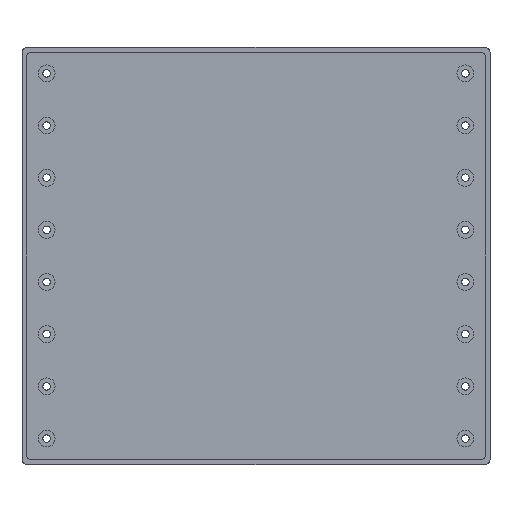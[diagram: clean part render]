
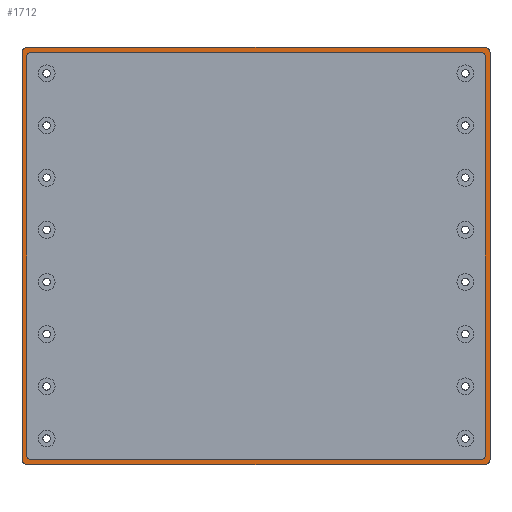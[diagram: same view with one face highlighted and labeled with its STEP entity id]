
A CAD part, front view. The second image highlights one B-rep face of the part: STEP entity #1712.
In plain terms, the highlighted planar face has unit normal (0, -1, 0).
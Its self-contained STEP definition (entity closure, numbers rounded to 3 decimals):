
#850=CARTESIAN_POINT('',(-524.,-80.,272.805));
#851=VERTEX_POINT('',#850);
#858=CARTESIAN_POINT('',(-524.,-80.,98.855));
#859=VERTEX_POINT('',#858);
#860=CARTESIAN_POINT('',(-524.,-80.,272.805));
#861=DIRECTION('',(0.,0.,-1.));
#862=VECTOR('',#861,173.95);
#863=LINE('',#860,#862);
#864=EDGE_CURVE('',#851,#859,#863,.T.);
#908=CARTESIAN_POINT('',(-721.6,-80.,274.805));
#909=VERTEX_POINT('',#908);
#916=CARTESIAN_POINT('',(-526.,-80.,274.805));
#917=VERTEX_POINT('',#916);
#918=CARTESIAN_POINT('',(-526.,-80.,274.805));
#919=DIRECTION('',(-1.,-0.,0.));
#920=VECTOR('',#919,195.6);
#921=LINE('',#918,#920);
#922=EDGE_CURVE('',#917,#909,#921,.T.);
#1016=CARTESIAN_POINT('',(-526.,-80.,96.855));
#1017=VERTEX_POINT('',#1016);
#1024=CARTESIAN_POINT('',(-721.6,-80.,96.855));
#1025=VERTEX_POINT('',#1024);
#1026=CARTESIAN_POINT('',(-526.,-80.,96.855));
#1027=DIRECTION('',(-1.,-0.,0.));
#1028=VECTOR('',#1027,195.6);
#1029=LINE('',#1026,#1028);
#1030=EDGE_CURVE('',#1017,#1025,#1029,.T.);
#1126=CARTESIAN_POINT('',(-526.,-80.,98.855));
#1127=DIRECTION('',(0.,-1.,0.));
#1128=DIRECTION('',(1.,0.,0.));
#1129=AXIS2_PLACEMENT_3D('',#1126,#1127,#1128);
#1130=CIRCLE('',#1129,2.);
#1131=EDGE_CURVE('',#1017,#859,#1130,.T.);
#1144=CARTESIAN_POINT('',(-526.,-80.,272.805));
#1145=DIRECTION('',(0.,-1.,0.));
#1146=DIRECTION('',(1.,0.,0.));
#1147=AXIS2_PLACEMENT_3D('',#1144,#1145,#1146);
#1148=CIRCLE('',#1147,2.);
#1149=EDGE_CURVE('',#851,#917,#1148,.T.);
#1545=CARTESIAN_POINT('',(-719.6,-80.,98.855));
#1546=VERTEX_POINT('',#1545);
#1547=CARTESIAN_POINT('',(-528.,-80.,98.855));
#1548=VERTEX_POINT('',#1547);
#1549=CARTESIAN_POINT('',(-719.6,-80.,98.855));
#1550=DIRECTION('',(1.,0.,0.));
#1551=VECTOR('',#1550,191.6);
#1552=LINE('',#1549,#1551);
#1553=EDGE_CURVE('',#1546,#1548,#1552,.T.);
#1577=CARTESIAN_POINT('',(-528.,-80.,272.805));
#1578=VERTEX_POINT('',#1577);
#1585=CARTESIAN_POINT('',(-719.6,-80.,272.805));
#1586=VERTEX_POINT('',#1585);
#1587=CARTESIAN_POINT('',(-528.,-80.,272.805));
#1588=DIRECTION('',(-1.,-0.,0.));
#1589=VECTOR('',#1588,191.6);
#1590=LINE('',#1587,#1589);
#1591=EDGE_CURVE('',#1578,#1586,#1590,.T.);
#1608=CARTESIAN_POINT('',(-526.,-80.,100.855));
#1609=VERTEX_POINT('',#1608);
#1616=CARTESIAN_POINT('',(-526.,-80.,270.805));
#1617=VERTEX_POINT('',#1616);
#1618=CARTESIAN_POINT('',(-526.,-80.,270.805));
#1619=DIRECTION('',(0.,0.,-1.));
#1620=VECTOR('',#1619,169.95);
#1621=LINE('',#1618,#1620);
#1622=EDGE_CURVE('',#1617,#1609,#1621,.T.);
#1633=CARTESIAN_POINT('',(-598.,-80.,155.75));
#1634=DIRECTION('',(0.,-1.,0.));
#1635=DIRECTION('',(0.,0.,-1.));
#1636=AXIS2_PLACEMENT_3D('',#1633,#1634,#1635);
#1637=PLANE('',#1636);
#1638=CARTESIAN_POINT('',(-723.6,-80.,98.855));
#1639=VERTEX_POINT('',#1638);
#1640=CARTESIAN_POINT('',(-721.6,-80.,98.855));
#1641=DIRECTION('',(-0.,1.,-0.));
#1642=DIRECTION('',(1.,0.,0.));
#1643=AXIS2_PLACEMENT_3D('',#1640,#1641,#1642);
#1644=CIRCLE('',#1643,2.);
#1645=EDGE_CURVE('',#1025,#1639,#1644,.T.);
#1646=ORIENTED_EDGE('',*,*,#1645,.F.);
#1647=ORIENTED_EDGE('',*,*,#1030,.F.);
#1648=ORIENTED_EDGE('',*,*,#1131,.T.);
#1649=ORIENTED_EDGE('',*,*,#864,.F.);
#1650=ORIENTED_EDGE('',*,*,#1149,.T.);
#1651=ORIENTED_EDGE('',*,*,#922,.T.);
#1652=CARTESIAN_POINT('',(-723.6,-80.,272.805));
#1653=VERTEX_POINT('',#1652);
#1654=CARTESIAN_POINT('',(-721.6,-80.,272.805));
#1655=DIRECTION('',(-0.,1.,-0.));
#1656=DIRECTION('',(1.,0.,0.));
#1657=AXIS2_PLACEMENT_3D('',#1654,#1655,#1656);
#1658=CIRCLE('',#1657,2.);
#1659=EDGE_CURVE('',#1653,#909,#1658,.T.);
#1660=ORIENTED_EDGE('',*,*,#1659,.F.);
#1661=CARTESIAN_POINT('',(-723.6,-80.,272.805));
#1662=DIRECTION('',(0.,0.,-1.));
#1663=VECTOR('',#1662,173.95);
#1664=LINE('',#1661,#1663);
#1665=EDGE_CURVE('',#1653,#1639,#1664,.T.);
#1666=ORIENTED_EDGE('',*,*,#1665,.T.);
#1667=EDGE_LOOP('',(#1646,#1647,#1648,#1649,#1650,#1651,#1660,#1666));
#1668=FACE_BOUND('',#1667,.T.);
#1669=ORIENTED_EDGE('',*,*,#1553,.F.);
#1670=CARTESIAN_POINT('',(-721.6,-80.,100.855));
#1671=VERTEX_POINT('',#1670);
#1672=CARTESIAN_POINT('',(-719.6,-80.,100.855));
#1673=DIRECTION('',(0.,-1.,0.));
#1674=DIRECTION('',(1.,0.,0.));
#1675=AXIS2_PLACEMENT_3D('',#1672,#1673,#1674);
#1676=CIRCLE('',#1675,2.);
#1677=EDGE_CURVE('',#1671,#1546,#1676,.T.);
#1678=ORIENTED_EDGE('',*,*,#1677,.F.);
#1679=CARTESIAN_POINT('',(-721.6,-80.,270.805));
#1680=VERTEX_POINT('',#1679);
#1681=CARTESIAN_POINT('',(-721.6,-80.,270.805));
#1682=DIRECTION('',(0.,0.,-1.));
#1683=VECTOR('',#1682,169.95);
#1684=LINE('',#1681,#1683);
#1685=EDGE_CURVE('',#1680,#1671,#1684,.T.);
#1686=ORIENTED_EDGE('',*,*,#1685,.F.);
#1687=CARTESIAN_POINT('',(-719.6,-80.,270.805));
#1688=DIRECTION('',(0.,-1.,0.));
#1689=DIRECTION('',(1.,0.,0.));
#1690=AXIS2_PLACEMENT_3D('',#1687,#1688,#1689);
#1691=CIRCLE('',#1690,2.);
#1692=EDGE_CURVE('',#1586,#1680,#1691,.T.);
#1693=ORIENTED_EDGE('',*,*,#1692,.F.);
#1694=ORIENTED_EDGE('',*,*,#1591,.F.);
#1695=CARTESIAN_POINT('',(-528.,-80.,270.805));
#1696=DIRECTION('',(-0.,1.,-0.));
#1697=DIRECTION('',(1.,0.,0.));
#1698=AXIS2_PLACEMENT_3D('',#1695,#1696,#1697);
#1699=CIRCLE('',#1698,2.);
#1700=EDGE_CURVE('',#1578,#1617,#1699,.T.);
#1701=ORIENTED_EDGE('',*,*,#1700,.T.);
#1702=ORIENTED_EDGE('',*,*,#1622,.T.);
#1703=CARTESIAN_POINT('',(-528.,-80.,100.855));
#1704=DIRECTION('',(-0.,1.,-0.));
#1705=DIRECTION('',(1.,0.,0.));
#1706=AXIS2_PLACEMENT_3D('',#1703,#1704,#1705);
#1707=CIRCLE('',#1706,2.);
#1708=EDGE_CURVE('',#1609,#1548,#1707,.T.);
#1709=ORIENTED_EDGE('',*,*,#1708,.T.);
#1710=EDGE_LOOP('',(#1669,#1678,#1686,#1693,#1694,#1701,#1702,#1709));
#1711=FACE_BOUND('',#1710,.T.);
#1712=ADVANCED_FACE('',(#1668,#1711),#1637,.T.);
